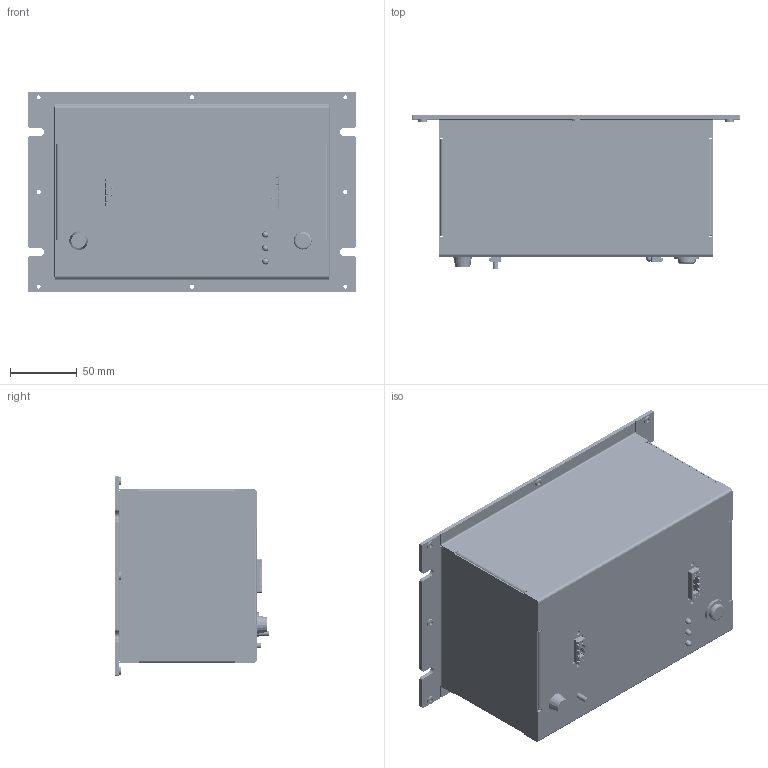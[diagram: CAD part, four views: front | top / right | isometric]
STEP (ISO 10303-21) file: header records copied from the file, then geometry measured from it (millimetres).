
FILE_DESCRIPTION(/* description */ (''),/* implementation_level */ '2;1');
FILE_NAME(/* name */ 'БПК-01 v2.stp',/* time_stamp */ '2023-02-07T10:25:07+07:00',/* author */ ('pavel'),/* organization */ (''),/* preprocessor_version */ 'ST-DEVELOPER v18.1',/* originating_system */ 'Autodesk Inventor 2021',/* authorisation */ '');
FILE_SCHEMA (('AUTOMOTIVE_DESIGN { 1 0 10303 214 3 1 1 }'));
Products named in the file (40): БПК-01 v1; Корпус БПК-
01 v1; Обечайка БПК-
01 v1; Бок БПК-01 v1; Основание БПК-
01 v1; БК01 V4; Board___wctmp; cap-7.62_11.7x3; cappr-7.5_16.5h37.5; dip-8; tssop-14ep; дроссель_RCH-110; var-10x1.5_21.5x5.1; capd-10x2.2_17x4; to-220-2; sot23; smc; smb; SMBJ13CA; led-5r_green; to-247; cap_1206; cap-10.16_11.5x3.6; cap-10.16_11.5x6.3; capd-10x2.2_17x4_1; cap_1210; soic-8_150mil; sot23_1; hdr-1x2t_2.54_5x2; kbl; sod-80; smb_1; to-247_1; Разъём 3-ОЧ; Разъём 3-ОЧ_1; BSO M3x8; Гайка тип S_М3; болт M3_земля; Кнопки; предохрантитель
Assembly tree (129 placements, depth 4):
  БПК-01 v1
    Корпус БПК-
01 v1
      Обечайка БПК-
01 v1
      Бок БПК-01 v1  x2
      Основание БПК-
01 v1
      БК01 V4
        Board___wctmp
        cap-7.62_11.7x3  x2
        cappr-7.5_16.5h37.5  x4
        dip-8  x3
        tssop-14ep
        дроссель_RCH-110
        var-10x1.5_21.5x5.1
        capd-10x2.2_17x4
        to-220-2
        sot23
        smc  x2
        smb  x11
        SMBJ13CA
        led-5r_green  x3
        to-247  x3
        cap_1206  x19
        cap-10.16_11.5x3.6
        cap-10.16_11.5x6.3  x3
        capd-10x2.2_17x4_1
        cap_1210  x2
        soic-8_150mil  x2
        sot23_1  x14
        hdr-1x2t_2.54_5x2  x14
        kbl
        sod-80  x9
        smb_1  x2
        to-247_1  x2
        Разъём 3-ОЧ
        Разъём 3-ОЧ_1
      BSO M3x8  x4
      Гайка тип S_М3  x8
      болт M3_земля
    Кнопки
    предохрантитель
Bounding box: 246 x 115 x 150 mm (x, y, z)
Volume: 264126.4 mm3; surface area: 364951.2 mm2
Topology: 100 solids, 299 shells, 20752 faces, 35342 edges, 15186 vertices
Faces by surface type: plane 19515, cylinder 1011, bspline 115, cone 52, torus 35, sphere 24
Full cylindrical faces by diameter (mm): 0.4 x1, 0.45 x1, 0.5 x27, 0.6 x10, 0.889 x6, 0.898 x10, 0.9 x30, 1 x34, 1.1 x56, 1.2 x8, 1.3 x25, 1.4 x2, 1.5 x24, 1.6 x4, 2 x19, 2.3 x6, 2.4 x2, 2.6 x2, 3 x8, 3.2 x2, 3.5 x20, 3.6 x1, 3.904 x4, 4 x10, 4.2 x12, 4.25 x8, 5 x3, 6 x1, 6.3 x8, 11.7 x1
Entity records: 165526 total; most frequent: CARTESIAN_POINT 30215, DIRECTION 26997, ORIENTED_EDGE 24483, EDGE_CURVE 12280, LINE 10205, VECTOR 10205, AXIS2_PLACEMENT_3D 8396, EDGE_LOOP 7065
